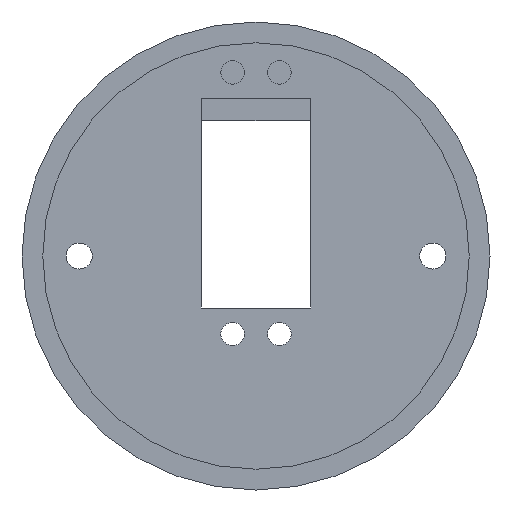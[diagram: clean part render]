
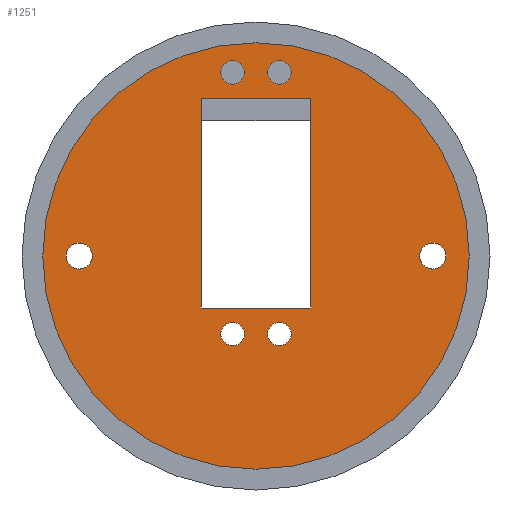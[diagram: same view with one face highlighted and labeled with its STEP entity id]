
A CAD part, front view. The second image highlights one B-rep face of the part: STEP entity #1251.
In plain terms, the highlighted planar face has unit normal (0, -1, 0).
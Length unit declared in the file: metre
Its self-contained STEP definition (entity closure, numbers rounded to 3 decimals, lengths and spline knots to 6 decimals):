
#63=CIRCLE('',#1357,0.041);
#64=CIRCLE('',#1359,0.0025);
#65=CIRCLE('',#1360,0.0025);
#66=CIRCLE('',#1361,0.00225);
#67=CIRCLE('',#1362,0.00225);
#68=CIRCLE('',#1363,0.00225);
#69=CIRCLE('',#1364,0.00225);
#215=ORIENTED_EDGE('',*,*,#481,.T.);
#216=ORIENTED_EDGE('',*,*,#482,.T.);
#217=ORIENTED_EDGE('',*,*,#480,.F.);
#218=ORIENTED_EDGE('',*,*,#483,.T.);
#219=ORIENTED_EDGE('',*,*,#484,.T.);
#220=ORIENTED_EDGE('',*,*,#485,.T.);
#221=ORIENTED_EDGE('',*,*,#486,.T.);
#222=ORIENTED_EDGE('',*,*,#487,.T.);
#223=ORIENTED_EDGE('',*,*,#488,.T.);
#224=ORIENTED_EDGE('',*,*,#489,.T.);
#225=ORIENTED_EDGE('',*,*,#490,.T.);
#480=EDGE_CURVE('',#621,#621,#63,.T.);
#481=EDGE_CURVE('',#622,#622,#64,.T.);
#482=EDGE_CURVE('',#623,#623,#65,.T.);
#483=EDGE_CURVE('',#624,#624,#66,.T.);
#484=EDGE_CURVE('',#625,#625,#67,.T.);
#485=EDGE_CURVE('',#626,#626,#68,.T.);
#486=EDGE_CURVE('',#627,#627,#69,.T.);
#487=EDGE_CURVE('',#628,#629,#735,.T.);
#488=EDGE_CURVE('',#629,#630,#736,.T.);
#489=EDGE_CURVE('',#630,#631,#737,.T.);
#490=EDGE_CURVE('',#631,#628,#738,.T.);
#621=VERTEX_POINT('',#1957);
#622=VERTEX_POINT('',#1960);
#623=VERTEX_POINT('',#1962);
#624=VERTEX_POINT('',#1964);
#625=VERTEX_POINT('',#1966);
#626=VERTEX_POINT('',#1968);
#627=VERTEX_POINT('',#1970);
#628=VERTEX_POINT('',#1972);
#629=VERTEX_POINT('',#1973);
#630=VERTEX_POINT('',#1975);
#631=VERTEX_POINT('',#1977);
#735=LINE('',#1971,#843);
#736=LINE('',#1974,#844);
#737=LINE('',#1976,#845);
#738=LINE('',#1978,#846);
#843=VECTOR('',#1597,1.);
#844=VECTOR('',#1598,1.);
#845=VECTOR('',#1599,1.);
#846=VECTOR('',#1600,1.);
#939=EDGE_LOOP('',(#215));
#940=EDGE_LOOP('',(#216));
#941=EDGE_LOOP('',(#217));
#942=EDGE_LOOP('',(#218));
#943=EDGE_LOOP('',(#219));
#944=EDGE_LOOP('',(#220));
#945=EDGE_LOOP('',(#221));
#946=EDGE_LOOP('',(#222,#223,#224,#225));
#1083=FACE_BOUND('',#939,.T.);
#1084=FACE_BOUND('',#940,.T.);
#1085=FACE_BOUND('',#941,.T.);
#1086=FACE_BOUND('',#942,.T.);
#1087=FACE_BOUND('',#943,.T.);
#1088=FACE_BOUND('',#944,.T.);
#1089=FACE_BOUND('',#945,.T.);
#1090=FACE_BOUND('',#946,.T.);
#1197=PLANE('',#1358);
#1251=ADVANCED_FACE('',(#1083,#1084,#1085,#1086,#1087,#1088,#1089,#1090),
#1197,.T.);
#1357=AXIS2_PLACEMENT_3D('',#1956,#1581,#1582);
#1358=AXIS2_PLACEMENT_3D('',#1958,#1583,#1584);
#1359=AXIS2_PLACEMENT_3D('',#1959,#1585,#1586);
#1360=AXIS2_PLACEMENT_3D('',#1961,#1587,#1588);
#1361=AXIS2_PLACEMENT_3D('',#1963,#1589,#1590);
#1362=AXIS2_PLACEMENT_3D('',#1965,#1591,#1592);
#1363=AXIS2_PLACEMENT_3D('',#1967,#1593,#1594);
#1364=AXIS2_PLACEMENT_3D('',#1969,#1595,#1596);
#1581=DIRECTION('',(0.,1.,0.));
#1582=DIRECTION('',(-1.,0.,0.));
#1583=DIRECTION('',(0.,-1.,0.));
#1584=DIRECTION('',(1.,0.,0.));
#1585=DIRECTION('',(0.,1.,0.));
#1586=DIRECTION('',(-1.,0.,0.));
#1587=DIRECTION('',(0.,1.,0.));
#1588=DIRECTION('',(-1.,0.,0.));
#1589=DIRECTION('',(0.,1.,0.));
#1590=DIRECTION('',(-1.,0.,0.));
#1591=DIRECTION('',(0.,1.,0.));
#1592=DIRECTION('',(-1.,0.,0.));
#1593=DIRECTION('',(0.,1.,0.));
#1594=DIRECTION('',(-1.,0.,0.));
#1595=DIRECTION('',(0.,1.,0.));
#1596=DIRECTION('',(-1.,0.,0.));
#1597=DIRECTION('',(-1.,0.,0.));
#1598=DIRECTION('',(0.,0.,1.));
#1599=DIRECTION('',(1.,0.,0.));
#1600=DIRECTION('',(0.,0.,-1.));
#1956=CARTESIAN_POINT('',(0.,0.008,0.));
#1957=CARTESIAN_POINT('',(-0.041,0.008,0.));
#1958=CARTESIAN_POINT('',(0.,0.008,0.03565));
#1959=CARTESIAN_POINT('',(-0.034,0.008,0.));
#1960=CARTESIAN_POINT('',(-0.0365,0.008,0.));
#1961=CARTESIAN_POINT('',(0.034,0.008,0.));
#1962=CARTESIAN_POINT('',(0.0315,0.008,0.));
#1963=CARTESIAN_POINT('',(-0.0045,0.008,0.0353));
#1964=CARTESIAN_POINT('',(-0.00675,0.008,0.0353));
#1965=CARTESIAN_POINT('',(0.0045,0.008,0.0353));
#1966=CARTESIAN_POINT('',(0.00225,0.008,0.0353));
#1967=CARTESIAN_POINT('',(0.0045,0.008,-0.015));
#1968=CARTESIAN_POINT('',(0.00225,0.008,-0.015));
#1969=CARTESIAN_POINT('',(-0.0045,0.008,-0.015));
#1970=CARTESIAN_POINT('',(-0.00675,0.008,-0.015));
#1971=CARTESIAN_POINT('',(0.039762,0.008,-0.01));
#1972=CARTESIAN_POINT('',(0.0105,0.008,-0.01));
#1973=CARTESIAN_POINT('',(-0.0105,0.008,-0.01));
#1974=CARTESIAN_POINT('',(-0.0105,0.008,-0.01));
#1975=CARTESIAN_POINT('',(-0.0105,0.008,0.0303));
#1976=CARTESIAN_POINT('',(-0.027621,0.008,0.0303));
#1977=CARTESIAN_POINT('',(0.0105,0.008,0.0303));
#1978=CARTESIAN_POINT('',(0.0105,0.008,0.0303));
